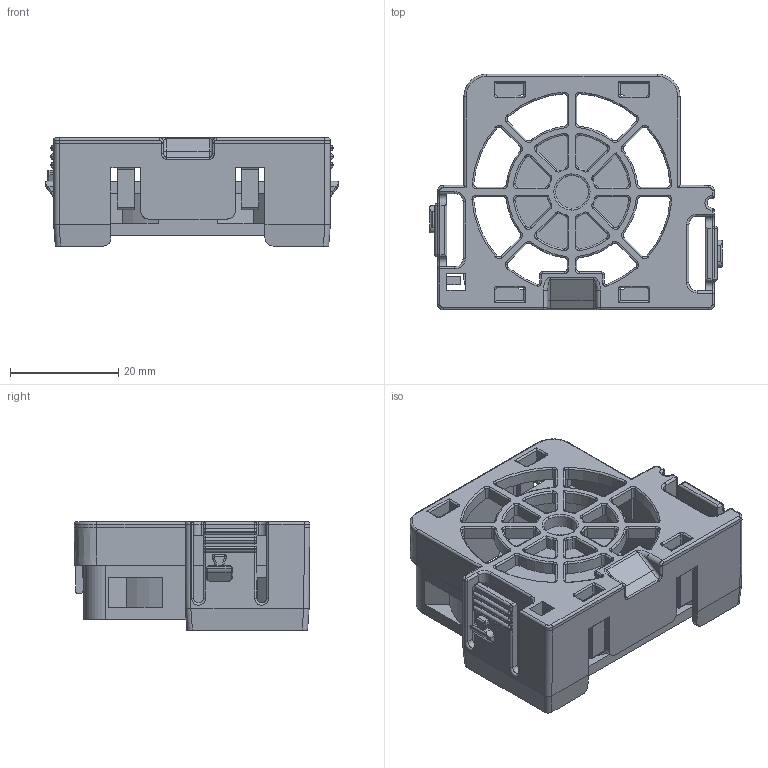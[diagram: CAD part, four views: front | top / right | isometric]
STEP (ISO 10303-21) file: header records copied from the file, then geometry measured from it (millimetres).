
FILE_DESCRIPTION (( 'STEP AP214' ), '1' );
FILE_NAME ('GS20A-FAN-B.STEP', '2020-03-10T20:02:27', ( '' ), ( '' ), 'SwSTEP 2.0', 'SolidWorks 2017', '' );
FILE_SCHEMA (( 'AUTOMOTIVE_DESIGN' ));
Length unit declared in the file: inch
Products named in the file (1): GS20A-FAN-B
Bounding box: 54.2 x 43.6 x 20 mm (x, y, z)
Volume: 12892.4 mm3; surface area: 15231.6 mm2
Topology: 3 solids, 3 shells, 927 faces, 2402 edges, 1446 vertices
Faces by surface type: cylinder 360, plane 311, torus 134, bspline 65, cone 48, sphere 9
Entity records: 32238 total; most frequent: CARTESIAN_POINT 10635, ORIENTED_EDGE 4734, DIRECTION 4250, EDGE_CURVE 2367, AXIS2_PLACEMENT_3D 1574, VERTEX_POINT 1445, LINE 1102, VECTOR 1102
